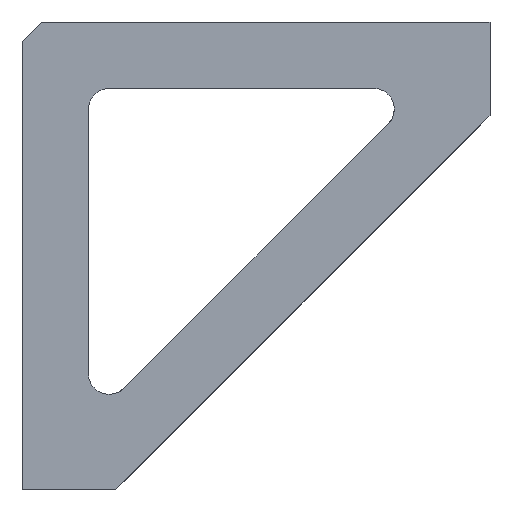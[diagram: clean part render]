
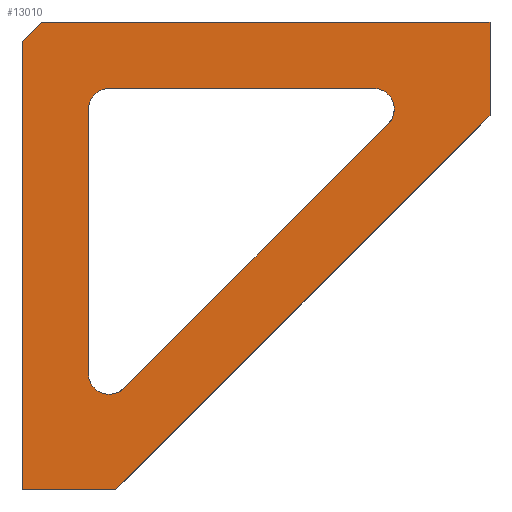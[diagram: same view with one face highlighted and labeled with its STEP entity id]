
A CAD part, front view. The second image highlights one B-rep face of the part: STEP entity #13010.
In plain terms, the highlighted planar face has unit normal (0, -1, 0).
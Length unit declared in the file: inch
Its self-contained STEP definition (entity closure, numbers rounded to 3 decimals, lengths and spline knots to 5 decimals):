
#461 = CIRCLE ( 'NONE', #4413, 0.0625 ) ;
#1063 = EDGE_LOOP ( 'NONE', ( #20913, #14224, #19645, #4793, #15398, #17580 ) ) ;
#1254 = AXIS2_PLACEMENT_3D ( 'NONE', #5228, #8574, #6744 ) ;
#1716 = EDGE_CURVE ( 'NONE', #6485, #17165, #13027, .T. ) ;
#2037 = CARTESIAN_POINT ( 'NONE',  ( 0.2, 0., -0.2625 ) ) ;
#2322 = DIRECTION ( 'NONE',  ( 0., 1., 0. ) ) ;
#2740 = DIRECTION ( 'NONE',  ( 0.707, 0., 0.707 ) ) ;
#2784 = LINE ( 'NONE', #3155, #18953 ) ;
#2930 = EDGE_CURVE ( 'NONE', #3378, #14184, #20042, .T. ) ;
#3155 = CARTESIAN_POINT ( 'NONE',  ( 0.2, 0., -0.2 ) ) ;
#3177 = EDGE_CURVE ( 'NONE', #7300, #20729, #461, .T. ) ;
#3287 = CARTESIAN_POINT ( 'NONE',  ( 1.10331, 0., -0.30669 ) ) ;
#3378 = VERTEX_POINT ( 'NONE', #14776 ) ;
#3380 = CARTESIAN_POINT ( 'NONE',  ( 0.2625, 0., -0.2625 ) ) ;
#3456 = DIRECTION ( 'NONE',  ( 0., 1., 0. ) ) ;
#3836 = LINE ( 'NONE', #4202, #12474 ) ;
#3864 = AXIS2_PLACEMENT_3D ( 'NONE', #3380, #3456, #10139 ) ;
#4010 = VERTEX_POINT ( 'NONE', #13917 ) ;
#4202 = CARTESIAN_POINT ( 'NONE',  ( 0.03, 0., -0.03 ) ) ;
#4413 = AXIS2_PLACEMENT_3D ( 'NONE', #17013, #16789, #5264 ) ;
#4793 = ORIENTED_EDGE ( 'NONE', *, *, #16412, .T. ) ;
#4875 = DIRECTION ( 'NONE',  ( 1., 0., 0. ) ) ;
#4931 = EDGE_CURVE ( 'NONE', #10650, #20655, #12167, .T. ) ;
#5141 = CARTESIAN_POINT ( 'NONE',  ( 1.41, 0., 0. ) ) ;
#5228 = CARTESIAN_POINT ( 'NONE',  ( 0.2625, 0., -1.05911 ) ) ;
#5264 = DIRECTION ( 'NONE',  ( 0., 0., 1. ) ) ;
#5333 = LINE ( 'NONE', #7959, #13705 ) ;
#5481 = EDGE_CURVE ( 'NONE', #14184, #6485, #3836, .T. ) ;
#5645 = VECTOR ( 'NONE', #21141, 39.37008 ) ;
#5748 = ORIENTED_EDGE ( 'NONE', *, *, #2930, .F. ) ;
#6204 = CARTESIAN_POINT ( 'NONE',  ( 1.41, 0., -0.28284 ) ) ;
#6247 = EDGE_CURVE ( 'NONE', #10429, #3378, #18426, .T. ) ;
#6485 = VERTEX_POINT ( 'NONE', #11312 ) ;
#6744 = DIRECTION ( 'NONE',  ( 0., 0., 1. ) ) ;
#7101 = DIRECTION ( 'NONE',  ( 0., 0., 1. ) ) ;
#7261 = ORIENTED_EDGE ( 'NONE', *, *, #8533, .F. ) ;
#7300 = VERTEX_POINT ( 'NONE', #10110 ) ;
#7343 = CARTESIAN_POINT ( 'NONE',  ( 0., 0., 0. ) ) ;
#7351 = EDGE_CURVE ( 'NONE', #20655, #7300, #2784, .T. ) ;
#7539 = CARTESIAN_POINT ( 'NONE',  ( 0.28284, 0., -1.41 ) ) ;
#7833 = ORIENTED_EDGE ( 'NONE', *, *, #1716, .F. ) ;
#7959 = CARTESIAN_POINT ( 'NONE',  ( 0.2, 0., -1.21 ) ) ;
#8025 = DIRECTION ( 'NONE',  ( 0., 0., 1. ) ) ;
#8240 = EDGE_CURVE ( 'NONE', #13554, #10650, #5333, .T. ) ;
#8278 = EDGE_CURVE ( 'NONE', #13414, #10429, #15523, .T. ) ;
#8533 = EDGE_CURVE ( 'NONE', #17165, #13414, #18927, .T. ) ;
#8574 = DIRECTION ( 'NONE',  ( 0., 1., 0. ) ) ;
#8632 = CIRCLE ( 'NONE', #1254, 0.0625 ) ;
#8718 = DIRECTION ( 'NONE',  ( -0.707, 0., -0.707 ) ) ;
#9259 = DIRECTION ( 'NONE',  ( 0., 0., 1. ) ) ;
#10025 = CARTESIAN_POINT ( 'NONE',  ( 0., 0., -0.06 ) ) ;
#10110 = CARTESIAN_POINT ( 'NONE',  ( 1.05911, 0., -0.2 ) ) ;
#10139 = DIRECTION ( 'NONE',  ( 0., 0., 1. ) ) ;
#10141 = ORIENTED_EDGE ( 'NONE', *, *, #6247, .F. ) ;
#10177 = CARTESIAN_POINT ( 'NONE',  ( 1.21, 0., -0.2 ) ) ;
#10207 = VECTOR ( 'NONE', #8718, 39.37008 ) ;
#10429 = VERTEX_POINT ( 'NONE', #16411 ) ;
#10650 = VERTEX_POINT ( 'NONE', #2037 ) ;
#10919 = VECTOR ( 'NONE', #20741, 39.37008 ) ;
#11312 = CARTESIAN_POINT ( 'NONE',  ( 0.06, 0., 0. ) ) ;
#11865 = CARTESIAN_POINT ( 'NONE',  ( 1.41, 0., -0.28284 ) ) ;
#12167 = CIRCLE ( 'NONE', #3864, 0.0625 ) ;
#12302 = CARTESIAN_POINT ( 'NONE',  ( 0., 0., 0. ) ) ;
#12413 = CARTESIAN_POINT ( 'NONE',  ( 0., 0., -1.41 ) ) ;
#12474 = VECTOR ( 'NONE', #2740, 39.37008 ) ;
#13010 = ADVANCED_FACE ( 'NONE', ( #16510, #20191 ), #20652, .F. ) ;
#13027 = LINE ( 'NONE', #7343, #10919 ) ;
#13215 = CARTESIAN_POINT ( 'NONE',  ( 1.41, 0., 0. ) ) ;
#13414 = VERTEX_POINT ( 'NONE', #11865 ) ;
#13554 = VERTEX_POINT ( 'NONE', #16903 ) ;
#13705 = VECTOR ( 'NONE', #8025, 39.37008 ) ;
#13917 = CARTESIAN_POINT ( 'NONE',  ( 0.30669, 0., -1.10331 ) ) ;
#14184 = VERTEX_POINT ( 'NONE', #10025 ) ;
#14224 = ORIENTED_EDGE ( 'NONE', *, *, #3177, .T. ) ;
#14682 = LINE ( 'NONE', #10177, #10207 ) ;
#14710 = ORIENTED_EDGE ( 'NONE', *, *, #5481, .F. ) ;
#14776 = CARTESIAN_POINT ( 'NONE',  ( 0., 0., -1.41 ) ) ;
#15398 = ORIENTED_EDGE ( 'NONE', *, *, #8240, .T. ) ;
#15523 = LINE ( 'NONE', #6204, #18132 ) ;
#16411 = CARTESIAN_POINT ( 'NONE',  ( 0.28284, 0., -1.41 ) ) ;
#16412 = EDGE_CURVE ( 'NONE', #4010, #13554, #8632, .T. ) ;
#16510 = FACE_BOUND ( 'NONE', #1063, .T. ) ;
#16789 = DIRECTION ( 'NONE',  ( 0., 1., 0. ) ) ;
#16903 = CARTESIAN_POINT ( 'NONE',  ( 0.2, 0., -1.05911 ) ) ;
#17013 = CARTESIAN_POINT ( 'NONE',  ( 1.05911, 0., -0.2625 ) ) ;
#17165 = VERTEX_POINT ( 'NONE', #5141 ) ;
#17198 = AXIS2_PLACEMENT_3D ( 'NONE', #12302, #2322, #7101 ) ;
#17580 = ORIENTED_EDGE ( 'NONE', *, *, #4931, .T. ) ;
#17897 = DIRECTION ( 'NONE',  ( -0.707, 0., -0.707 ) ) ;
#18132 = VECTOR ( 'NONE', #17897, 39.37008 ) ;
#18152 = CARTESIAN_POINT ( 'NONE',  ( 0.2625, 0., -0.2 ) ) ;
#18385 = DIRECTION ( 'NONE',  ( 0., 0., -1. ) ) ;
#18426 = LINE ( 'NONE', #7539, #5645 ) ;
#18540 = EDGE_LOOP ( 'NONE', ( #14710, #5748, #10141, #19591, #7261, #7833 ) ) ;
#18927 = LINE ( 'NONE', #13215, #20236 ) ;
#18953 = VECTOR ( 'NONE', #4875, 39.37008 ) ;
#19535 = VECTOR ( 'NONE', #9259, 39.37008 ) ;
#19591 = ORIENTED_EDGE ( 'NONE', *, *, #8278, .F. ) ;
#19628 = EDGE_CURVE ( 'NONE', #20729, #4010, #14682, .T. ) ;
#19645 = ORIENTED_EDGE ( 'NONE', *, *, #19628, .T. ) ;
#20042 = LINE ( 'NONE', #12413, #19535 ) ;
#20191 = FACE_OUTER_BOUND ( 'NONE', #18540, .T. ) ;
#20236 = VECTOR ( 'NONE', #18385, 39.37008 ) ;
#20652 = PLANE ( 'NONE',  #17198 ) ;
#20655 = VERTEX_POINT ( 'NONE', #18152 ) ;
#20729 = VERTEX_POINT ( 'NONE', #3287 ) ;
#20741 = DIRECTION ( 'NONE',  ( 1., 0., 0. ) ) ;
#20913 = ORIENTED_EDGE ( 'NONE', *, *, #7351, .T. ) ;
#21141 = DIRECTION ( 'NONE',  ( -1., 0., 0. ) ) ;
